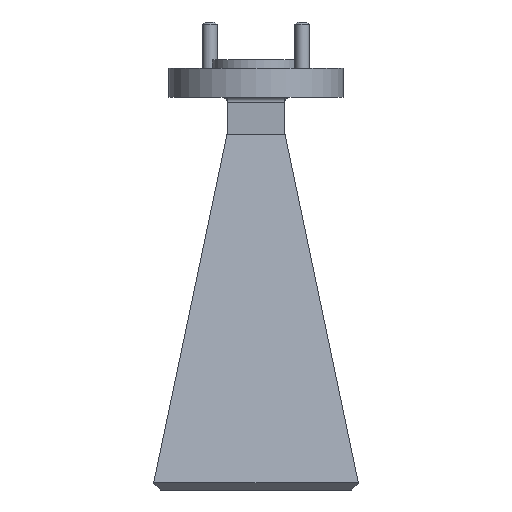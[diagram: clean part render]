
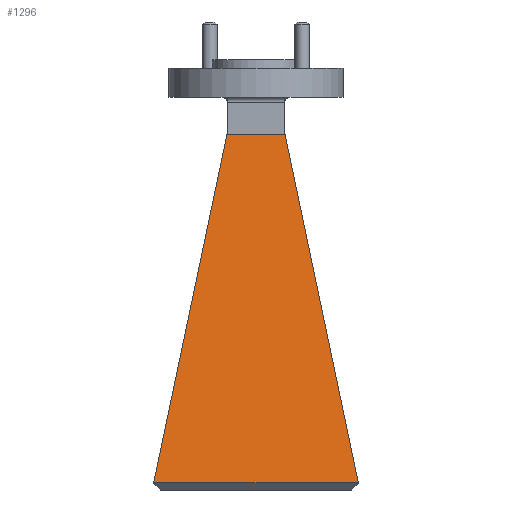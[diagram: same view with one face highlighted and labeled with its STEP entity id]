
A CAD part, front view. The second image highlights one B-rep face of the part: STEP entity #1296.
In plain terms, the highlighted planar face has unit normal (0, -0.988, 0.156).
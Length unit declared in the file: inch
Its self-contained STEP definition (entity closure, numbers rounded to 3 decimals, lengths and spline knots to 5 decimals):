
#51 = DIRECTION ( 'NONE',  ( 0., -0.988, 0.156 ) ) ;
#115 = VERTEX_POINT ( 'NONE', #2173 ) ;
#207 = VECTOR ( 'NONE', #722, 39.37008 ) ;
#217 = EDGE_CURVE ( 'NONE', #442, #426, #871, .T. ) ;
#257 = DIRECTION ( 'NONE',  ( 0.203, 0.153, 0.967 ) ) ;
#278 = DIRECTION ( 'NONE',  ( -1., 0., 0. ) ) ;
#309 = EDGE_LOOP ( 'NONE', ( #1632, #1180, #1348, #1586 ) ) ;
#426 = VERTEX_POINT ( 'NONE', #598 ) ;
#442 = VERTEX_POINT ( 'NONE', #2147 ) ;
#461 = CARTESIAN_POINT ( 'NONE',  ( 0., -0.08762, -0.286 ) ) ;
#471 = DIRECTION ( 'NONE',  ( 1., 0., 0. ) ) ;
#598 = CARTESIAN_POINT ( 'NONE',  ( 0.12509, -0.08762, -0.286 ) ) ;
#679 = CARTESIAN_POINT ( 'NONE',  ( -0.44074, -0.32484, -1.78678 ) ) ;
#722 = DIRECTION ( 'NONE',  ( -0.203, 0.153, 0.967 ) ) ;
#761 = EDGE_CURVE ( 'NONE', #1440, #115, #2010, .T. ) ;
#771 = EDGE_CURVE ( 'NONE', #426, #115, #1394, .T. ) ;
#871 = LINE ( 'NONE', #2265, #207 ) ;
#1038 = DIRECTION ( 'NONE',  ( 0., -0.156, -0.988 ) ) ;
#1052 = VECTOR ( 'NONE', #471, 39.37008 ) ;
#1180 = ORIENTED_EDGE ( 'NONE', *, *, #2447, .T. ) ;
#1203 = PLANE ( 'NONE',  #1284 ) ;
#1246 = CARTESIAN_POINT ( 'NONE',  ( 0., -0.04138, 0.00654 ) ) ;
#1284 = AXIS2_PLACEMENT_3D ( 'NONE', #1246, #51, #1038 ) ;
#1296 = ADVANCED_FACE ( 'NONE', ( #1784 ), #1203, .T. ) ;
#1348 = ORIENTED_EDGE ( 'NONE', *, *, #217, .T. ) ;
#1394 = LINE ( 'NONE', #461, #2437 ) ;
#1440 = VERTEX_POINT ( 'NONE', #679 ) ;
#1586 = ORIENTED_EDGE ( 'NONE', *, *, #771, .T. ) ;
#1626 = CARTESIAN_POINT ( 'NONE',  ( 0., -0.32484, -1.78678 ) ) ;
#1632 = ORIENTED_EDGE ( 'NONE', *, *, #761, .F. ) ;
#1784 = FACE_OUTER_BOUND ( 'NONE', #309, .T. ) ;
#1986 = CARTESIAN_POINT ( 'NONE',  ( -0.06094, -0.0394, 0.01904 ) ) ;
#2010 = LINE ( 'NONE', #1986, #2116 ) ;
#2116 = VECTOR ( 'NONE', #257, 39.37008 ) ;
#2147 = CARTESIAN_POINT ( 'NONE',  ( 0.44074, -0.32484, -1.78678 ) ) ;
#2173 = CARTESIAN_POINT ( 'NONE',  ( -0.12509, -0.08762, -0.286 ) ) ;
#2208 = LINE ( 'NONE', #1626, #1052 ) ;
#2265 = CARTESIAN_POINT ( 'NONE',  ( 0.06094, -0.0394, 0.01904 ) ) ;
#2437 = VECTOR ( 'NONE', #278, 39.37008 ) ;
#2447 = EDGE_CURVE ( 'NONE', #1440, #442, #2208, .T. ) ;
